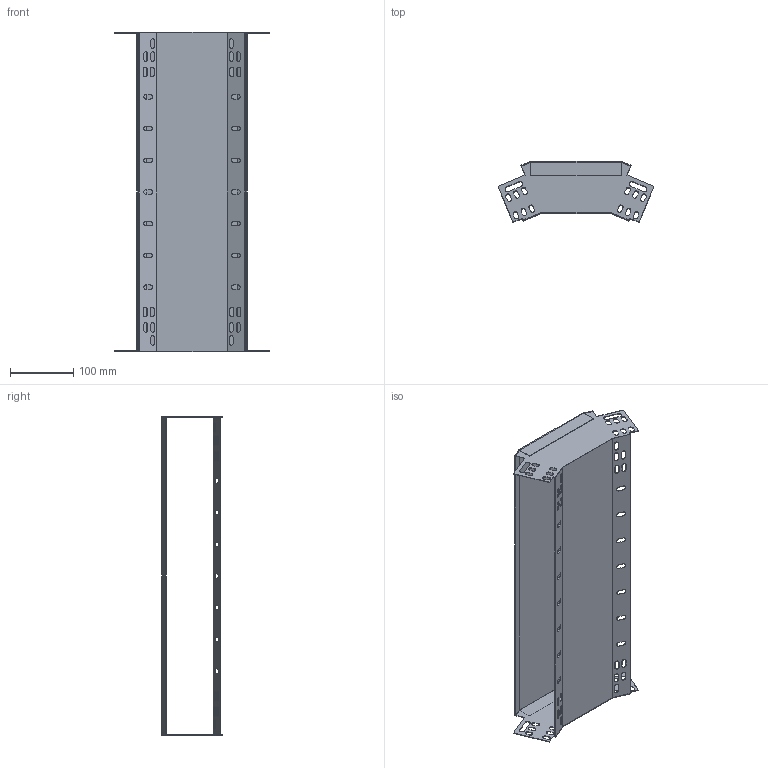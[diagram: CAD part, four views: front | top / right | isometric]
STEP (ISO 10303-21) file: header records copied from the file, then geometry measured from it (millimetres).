
FILE_DESCRIPTION (( 'STEP AP203' ), '1' );
FILE_NAME ('CLP3N-080-500-M-HDZ Ïîâîðîò íà 45 ãð. âåðòèêàëüíûé âíåøíèé 80õ500 IEK HDZ.STEP', '2016-03-02T10:47:45', ( '' ), ( '' ), 'SwSTEP 2.0', 'SolidWorks 2014', '' );
FILE_SCHEMA (( 'CONFIG_CONTROL_DESIGN' ));
Length unit declared in the file: millimetre
Products named in the file (1): CLP3N-080-500-M-HDZ Ïîâîðîò íà 45 ãð. âåðòèêàëüíûé âíåøíèé 80õ500 IEK HDZ
Bounding box: 245.68 x 95.78 x 503.2 mm (x, y, z)
Volume: 167456.2 mm3; surface area: 423198.9 mm2
Topology: 2 solids, 2 shells, 304 faces, 892 edges, 592 vertices
Faces by surface type: plane 180, cylinder 124
Entity records: 10443 total; most frequent: CARTESIAN_POINT 1789, ORIENTED_EDGE 1784, DIRECTION 1750, EDGE_CURVE 892, LINE 644, VECTOR 644, VERTEX_POINT 592, AXIS2_PLACEMENT_3D 553
